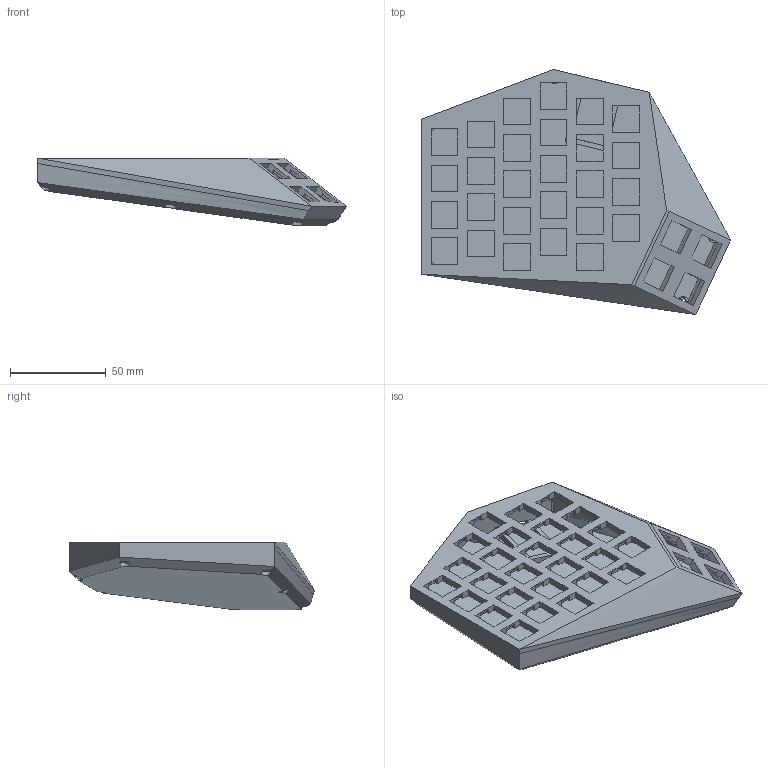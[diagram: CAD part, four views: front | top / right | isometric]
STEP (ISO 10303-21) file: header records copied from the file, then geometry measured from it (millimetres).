
FILE_DESCRIPTION(/* description */ (''),/* implementation_level */ '2;1');
FILE_NAME(/* name */ 'Tulip 62.step',/* time_stamp */ '2024-09-07T19:16:41-04:00',/* author */ (''),/* organization */ (''),/* preprocessor_version */ 'ST-DEVELOPER v20',/* originating_system */ 'Autodesk Translation Framework v13.14.0.145',/* authorisation */ '');
FILE_SCHEMA (('AUTOMOTIVE_DESIGN { 1 0 10303 214 3 1 1 }'));
Length unit declared in the file: millimetre
Products named in the file (1): glaive 64
Bounding box: 161.47 x 128.05 x 35.44 mm (x, y, z)
Volume: 104507.4 mm3; surface area: 70500 mm2
Topology: 2 solids, 2 shells, 512 faces, 1515 edges, 992 vertices
Faces by surface type: plane 463, cylinder 28, bspline 21
Full cylindrical faces by diameter (mm): 4 x2
Entity records: 17370 total; most frequent: CARTESIAN_POINT 3549, ORIENTED_EDGE 3026, DIRECTION 2551, EDGE_CURVE 1513, LINE 1423, VECTOR 1423, VERTEX_POINT 991, EDGE_LOOP 588
